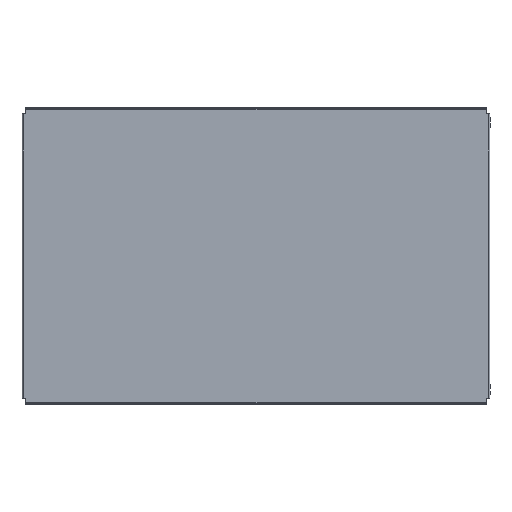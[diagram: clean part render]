
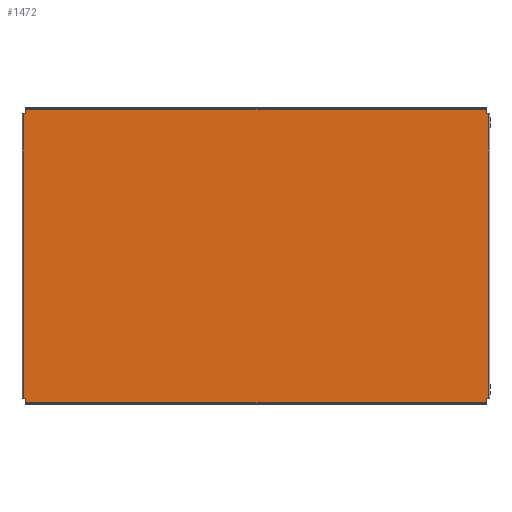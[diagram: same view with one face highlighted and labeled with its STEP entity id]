
A CAD part, top view. The second image highlights one B-rep face of the part: STEP entity #1472.
In plain terms, the highlighted planar face has unit normal (0, 0, 1).
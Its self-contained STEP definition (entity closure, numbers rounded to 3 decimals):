
#198 = CARTESIAN_POINT ( 'NONE',  ( -442., 281.5, 2. ) ) ;
#215 = CARTESIAN_POINT ( 'NONE',  ( -442., 282.5, 2. ) ) ;
#217 = DIRECTION ( 'NONE',  ( 0., -1., 0. ) ) ;
#218 = DIRECTION ( 'NONE',  ( 1., 0., 0. ) ) ;
#219 = CARTESIAN_POINT ( 'NONE',  ( 442., 282.5, 2. ) ) ;
#220 = DIRECTION ( 'NONE',  ( 0., 1., 0. ) ) ;
#221 = CARTESIAN_POINT ( 'NONE',  ( 447., 272.5, 2. ) ) ;
#222 = DIRECTION ( 'NONE',  ( -1., 0., 0. ) ) ;
#223 = CARTESIAN_POINT ( 'NONE',  ( 446., -272.5, 2. ) ) ;
#224 = DIRECTION ( 'NONE',  ( 0., 1., 0. ) ) ;
#225 = CARTESIAN_POINT ( 'NONE',  ( 447., -272.5, 2. ) ) ;
#226 = DIRECTION ( 'NONE',  ( -1., 0., 0. ) ) ;
#227 = CARTESIAN_POINT ( 'NONE',  ( 442., 282.5, 2. ) ) ;
#228 = DIRECTION ( 'NONE',  ( 0., 1., 0. ) ) ;
#229 = CARTESIAN_POINT ( 'NONE',  ( 442., -281.5, 2. ) ) ;
#230 = DIRECTION ( 'NONE',  ( -1., 0., 0. ) ) ;
#231 = CARTESIAN_POINT ( 'NONE',  ( -442., 282.5, 2. ) ) ;
#232 = DIRECTION ( 'NONE',  ( 0., -1., 0. ) ) ;
#233 = CARTESIAN_POINT ( 'NONE',  ( -447., -272.5, 2. ) ) ;
#234 = DIRECTION ( 'NONE',  ( 1., 0., 0. ) ) ;
#235 = CARTESIAN_POINT ( 'NONE',  ( -446., 272.5, 2. ) ) ;
#236 = DIRECTION ( 'NONE',  ( 0., -1., 0. ) ) ;
#237 = CARTESIAN_POINT ( 'NONE',  ( -447., 272.5, 2. ) ) ;
#238 = DIRECTION ( 'NONE',  ( 1., 0., 0. ) ) ;
#687 = CARTESIAN_POINT ( 'NONE',  ( -442., -282.5, 2. ) ) ;
#689 = PLANE ( 'NONE',  #1354 ) ;
#692 = DIRECTION ( 'NONE',  ( 0., 0., 1. ) ) ;
#693 = DIRECTION ( 'NONE',  ( 1., 0., 0. ) ) ;
#828 = CARTESIAN_POINT ( 'NONE',  ( 442., 281.5, 2. ) ) ;
#829 = CARTESIAN_POINT ( 'NONE',  ( 442., 272.5, 2. ) ) ;
#830 = CARTESIAN_POINT ( 'NONE',  ( 446., 272.5, 2. ) ) ;
#831 = CARTESIAN_POINT ( 'NONE',  ( -442., 281.5, 2. ) ) ;
#832 = CARTESIAN_POINT ( 'NONE',  ( 442., -272.5, 2. ) ) ;
#834 = CARTESIAN_POINT ( 'NONE',  ( -442., -281.5, 2. ) ) ;
#835 = CARTESIAN_POINT ( 'NONE',  ( -442., -272.5, 2. ) ) ;
#836 = CARTESIAN_POINT ( 'NONE',  ( -446., -272.5, 2. ) ) ;
#837 = CARTESIAN_POINT ( 'NONE',  ( 446., -272.5, 2. ) ) ;
#838 = CARTESIAN_POINT ( 'NONE',  ( 442., -281.5, 2. ) ) ;
#841 = CARTESIAN_POINT ( 'NONE',  ( -442., 272.5, 2. ) ) ;
#842 = CARTESIAN_POINT ( 'NONE',  ( -446., 272.5, 2. ) ) ;
#1084 = EDGE_CURVE ( 'NONE', #1563, #1573, #2048, .T. ) ;
#1085 = EDGE_CURVE ( 'NONE', #1563, #1560, #2038, .T. ) ;
#1086 = EDGE_CURVE ( 'NONE', #1561, #1560, #2052, .T. ) ;
#1087 = EDGE_CURVE ( 'NONE', #1562, #1561, #2054, .T. ) ;
#1088 = EDGE_CURVE ( 'NONE', #1569, #1562, #2056, .T. ) ;
#1089 = EDGE_CURVE ( 'NONE', #1569, #1564, #2058, .T. ) ;
#1090 = EDGE_CURVE ( 'NONE', #1570, #1564, #2060, .T. ) ;
#1091 = EDGE_CURVE ( 'NONE', #1570, #1566, #2062, .T. ) ;
#1092 = EDGE_CURVE ( 'NONE', #1567, #1566, #2064, .T. ) ;
#1093 = EDGE_CURVE ( 'NONE', #1568, #1567, #2066, .T. ) ;
#1094 = EDGE_CURVE ( 'NONE', #1574, #1568, #2068, .T. ) ;
#1095 = EDGE_CURVE ( 'NONE', #1574, #1573, #2070, .T. ) ;
#1354 = AXIS2_PLACEMENT_3D ( 'NONE', #687, #692, #693 ) ;
#1472 = ADVANCED_FACE ( 'NONE', ( #2338 ), #689, .T. ) ;
#1560 = VERTEX_POINT ( 'NONE', #828 ) ;
#1561 = VERTEX_POINT ( 'NONE', #829 ) ;
#1562 = VERTEX_POINT ( 'NONE', #830 ) ;
#1563 = VERTEX_POINT ( 'NONE', #831 ) ;
#1564 = VERTEX_POINT ( 'NONE', #832 ) ;
#1566 = VERTEX_POINT ( 'NONE', #834 ) ;
#1567 = VERTEX_POINT ( 'NONE', #835 ) ;
#1568 = VERTEX_POINT ( 'NONE', #836 ) ;
#1569 = VERTEX_POINT ( 'NONE', #837 ) ;
#1570 = VERTEX_POINT ( 'NONE', #838 ) ;
#1573 = VERTEX_POINT ( 'NONE', #841 ) ;
#1574 = VERTEX_POINT ( 'NONE', #842 ) ;
#1677 = EDGE_LOOP ( 'NONE', ( #2881, #2882, #2907, #2789, #2523, #2561, #2599, #2637, #2675, #2713, #2751, #2447 ) ) ;
#2038 = LINE ( 'NONE', #198, #2053 ) ;
#2048 = LINE ( 'NONE', #215, #2051 ) ;
#2051 = VECTOR ( 'NONE', #217, 1000. ) ;
#2052 = LINE ( 'NONE', #219, #2055 ) ;
#2053 = VECTOR ( 'NONE', #218, 1000. ) ;
#2054 = LINE ( 'NONE', #221, #2057 ) ;
#2055 = VECTOR ( 'NONE', #220, 1000. ) ;
#2056 = LINE ( 'NONE', #223, #2059 ) ;
#2057 = VECTOR ( 'NONE', #222, 1000. ) ;
#2058 = LINE ( 'NONE', #225, #2061 ) ;
#2059 = VECTOR ( 'NONE', #224, 1000. ) ;
#2060 = LINE ( 'NONE', #227, #2063 ) ;
#2061 = VECTOR ( 'NONE', #226, 1000. ) ;
#2062 = LINE ( 'NONE', #229, #2065 ) ;
#2063 = VECTOR ( 'NONE', #228, 1000. ) ;
#2064 = LINE ( 'NONE', #231, #2067 ) ;
#2065 = VECTOR ( 'NONE', #230, 1000. ) ;
#2066 = LINE ( 'NONE', #233, #2069 ) ;
#2067 = VECTOR ( 'NONE', #232, 1000. ) ;
#2068 = LINE ( 'NONE', #235, #2071 ) ;
#2069 = VECTOR ( 'NONE', #234, 1000. ) ;
#2070 = LINE ( 'NONE', #237, #2073 ) ;
#2071 = VECTOR ( 'NONE', #236, 1000. ) ;
#2073 = VECTOR ( 'NONE', #238, 1000. ) ;
#2338 = FACE_OUTER_BOUND ( 'NONE', #1677, .T. ) ;
#2447 = ORIENTED_EDGE ( 'NONE', *, *, #1084, .T. ) ;
#2523 = ORIENTED_EDGE ( 'NONE', *, *, #1091, .F. ) ;
#2561 = ORIENTED_EDGE ( 'NONE', *, *, #1090, .T. ) ;
#2599 = ORIENTED_EDGE ( 'NONE', *, *, #1089, .F. ) ;
#2637 = ORIENTED_EDGE ( 'NONE', *, *, #1088, .T. ) ;
#2675 = ORIENTED_EDGE ( 'NONE', *, *, #1087, .T. ) ;
#2713 = ORIENTED_EDGE ( 'NONE', *, *, #1086, .T. ) ;
#2751 = ORIENTED_EDGE ( 'NONE', *, *, #1085, .F. ) ;
#2789 = ORIENTED_EDGE ( 'NONE', *, *, #1092, .T. ) ;
#2881 = ORIENTED_EDGE ( 'NONE', *, *, #1095, .F. ) ;
#2882 = ORIENTED_EDGE ( 'NONE', *, *, #1094, .T. ) ;
#2907 = ORIENTED_EDGE ( 'NONE', *, *, #1093, .T. ) ;
